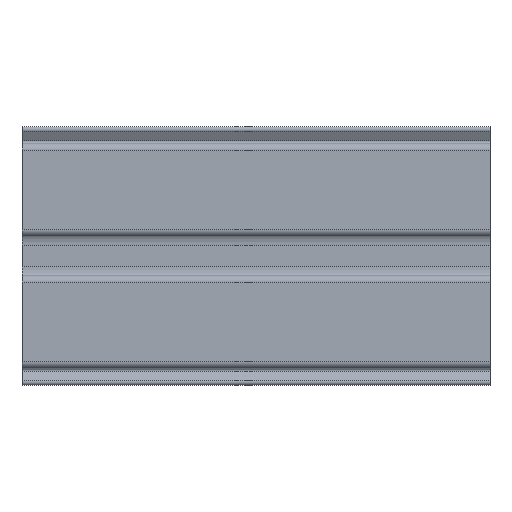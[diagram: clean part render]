
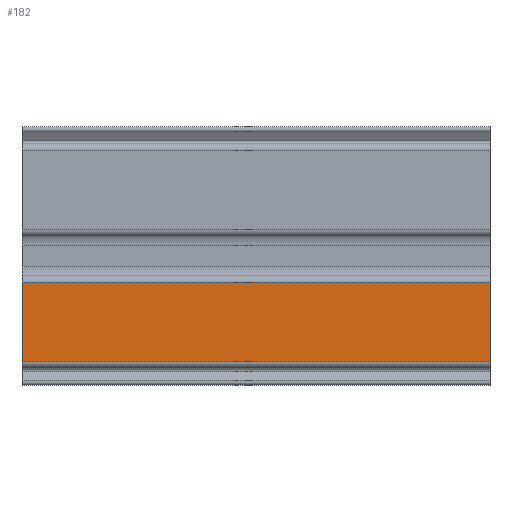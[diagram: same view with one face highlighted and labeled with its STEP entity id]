
A CAD part, left-side view. The second image highlights one B-rep face of the part: STEP entity #182.
In plain terms, the highlighted planar face has unit normal (-1, 0, 0).
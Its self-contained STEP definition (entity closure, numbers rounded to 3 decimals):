
#182 = ADVANCED_FACE( '', ( #359 ), #360, .T. );
#359 = FACE_OUTER_BOUND( '', #528, .T. );
#360 = PLANE( '', #529 );
#528 = EDGE_LOOP( '', ( #1047, #1048, #1049, #1050 ) );
#529 = AXIS2_PLACEMENT_3D( '', #1051, #1052, #1053 );
#1047 = ORIENTED_EDGE( '', *, *, #1143, .F. );
#1048 = ORIENTED_EDGE( '', *, *, #1262, .F. );
#1049 = ORIENTED_EDGE( '', *, *, #1096, .T. );
#1050 = ORIENTED_EDGE( '', *, *, #1243, .T. );
#1051 = CARTESIAN_POINT( '', ( -9.65, 100., -5.6 ) );
#1052 = DIRECTION( '', ( -1., 0., 0. ) );
#1053 = DIRECTION( '', ( 0., 0., 1. ) );
#1096 = EDGE_CURVE( '', #1338, #1336, #1339, .T. );
#1143 = EDGE_CURVE( '', #1429, #1431, #1432, .T. );
#1243 = EDGE_CURVE( '', #1336, #1431, #1557, .T. );
#1262 = EDGE_CURVE( '', #1338, #1429, #1576, .T. );
#1336 = VERTEX_POINT( '', #1663 );
#1338 = VERTEX_POINT( '', #1665 );
#1339 = LINE( '', #1666, #1667 );
#1429 = VERTEX_POINT( '', #1775 );
#1431 = VERTEX_POINT( '', #1777 );
#1432 = LINE( '', #1778, #1779 );
#1557 = LINE( '', #1953, #1954 );
#1576 = LINE( '', #1981, #1982 );
#1663 = CARTESIAN_POINT( '', ( -9.65, 100., -22.6 ) );
#1665 = CARTESIAN_POINT( '', ( -9.65, 100., -5.6 ) );
#1666 = CARTESIAN_POINT( '', ( -9.65, 100., -5.6 ) );
#1667 = VECTOR( '', #2062, 1000. );
#1775 = CARTESIAN_POINT( '', ( -9.65, 0., -5.6 ) );
#1777 = CARTESIAN_POINT( '', ( -9.65, 0., -22.6 ) );
#1778 = CARTESIAN_POINT( '', ( -9.65, 0., -5.6 ) );
#1779 = VECTOR( '', #2162, 1000. );
#1953 = CARTESIAN_POINT( '', ( -9.65, 100., -22.6 ) );
#1954 = VECTOR( '', #2266, 1000. );
#1981 = CARTESIAN_POINT( '', ( -9.65, 100., -5.6 ) );
#1982 = VECTOR( '', #2275, 1000. );
#2062 = DIRECTION( '', ( 0., 0., -1. ) );
#2162 = DIRECTION( '', ( 0., 0., -1. ) );
#2266 = DIRECTION( '', ( 0., -1., 0. ) );
#2275 = DIRECTION( '', ( 0., -1., 0. ) );
